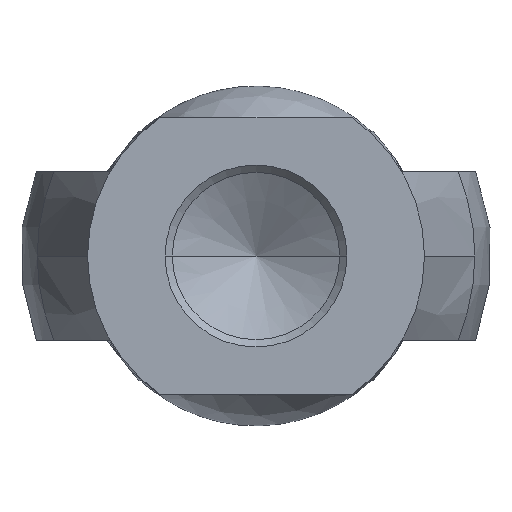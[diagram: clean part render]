
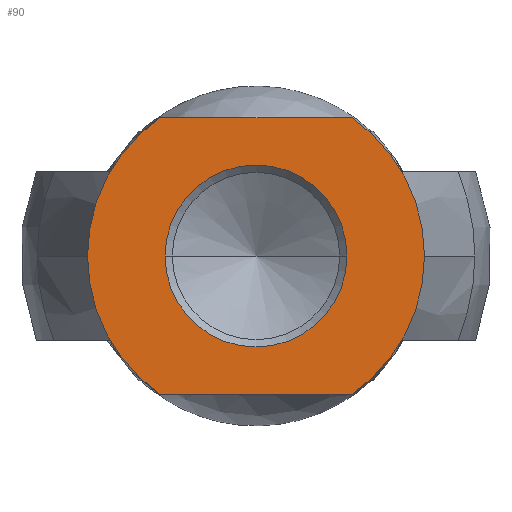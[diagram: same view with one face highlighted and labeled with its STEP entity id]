
A CAD part, front view. The second image highlights one B-rep face of the part: STEP entity #90.
In plain terms, the highlighted planar face has unit normal (0, -1, 0).
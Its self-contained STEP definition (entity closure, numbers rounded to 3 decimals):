
#90=ADVANCED_FACE('',(#158,#159),#160,.T.);
#158=FACE_BOUND('',#243,.T.);
#159=FACE_OUTER_BOUND('',#244,.T.);
#160=PLANE('',#245);
#243=EDGE_LOOP('',(#458,#459));
#244=EDGE_LOOP('',(#460,#461,#462,#463,#464,#465));
#245=AXIS2_PLACEMENT_3D('',#466,#467,#468);
#458=ORIENTED_EDGE('',*,*,#635,.T.);
#459=ORIENTED_EDGE('',*,*,#636,.T.);
#460=ORIENTED_EDGE('',*,*,#642,.T.);
#461=ORIENTED_EDGE('',*,*,#616,.F.);
#462=ORIENTED_EDGE('',*,*,#643,.F.);
#463=ORIENTED_EDGE('',*,*,#644,.T.);
#464=ORIENTED_EDGE('',*,*,#645,.F.);
#465=ORIENTED_EDGE('',*,*,#601,.F.);
#466=CARTESIAN_POINT('',(-12.5,0.,0.));
#467=DIRECTION('',(0.,-1.0,0.));
#468=DIRECTION('',(1.0,0.,0.));
#601=EDGE_CURVE('',#714,#710,#716,.T.);
#616=EDGE_CURVE('',#740,#743,#744,.T.);
#635=EDGE_CURVE('',#773,#775,#777,.T.);
#636=EDGE_CURVE('',#775,#773,#778,.T.);
#642=EDGE_CURVE('',#714,#743,#784,.T.);
#643=EDGE_CURVE('',#785,#740,#786,.T.);
#644=EDGE_CURVE('',#785,#787,#788,.T.);
#645=EDGE_CURVE('',#710,#787,#789,.T.);
#710=VERTEX_POINT('',#872);
#714=VERTEX_POINT('',#877);
#716=CIRCLE('',#880,25.0);
#740=VERTEX_POINT('',#916);
#743=VERTEX_POINT('',#920);
#744=CIRCLE('',#921,25.0);
#773=VERTEX_POINT('',#959);
#775=VERTEX_POINT('',#962);
#777=CIRCLE('',#965,13.5);
#778=CIRCLE('',#966,13.5);
#784=LINE('',#973,#974);
#785=VERTEX_POINT('',#975);
#786=CIRCLE('',#976,25.0);
#787=VERTEX_POINT('',#977);
#788=LINE('',#978,#979);
#789=CIRCLE('',#980,25.0);
#872=CARTESIAN_POINT('',(25.0,0.,0.));
#877=CARTESIAN_POINT('',(14.309,0.,20.5));
#880=AXIS2_PLACEMENT_3D('',#1097,#1098,#1099);
#916=CARTESIAN_POINT('',(-25.0,0.,0.));
#920=CARTESIAN_POINT('',(-14.309,0.,20.5));
#921=AXIS2_PLACEMENT_3D('',#1131,#1132,#1133);
#959=CARTESIAN_POINT('',(-13.5,0.,0.));
#962=CARTESIAN_POINT('',(13.5,0.,0.));
#965=AXIS2_PLACEMENT_3D('',#1166,#1167,#1168);
#966=AXIS2_PLACEMENT_3D('',#1169,#1170,#1171);
#973=CARTESIAN_POINT('',(-6.25,0.,20.5));
#974=VECTOR('',#1185,1.0);
#975=CARTESIAN_POINT('',(-14.309,0.,-20.5));
#976=AXIS2_PLACEMENT_3D('',#1186,#1187,#1188);
#977=CARTESIAN_POINT('',(14.309,0.,-20.5));
#978=CARTESIAN_POINT('',(-6.25,0.,-20.5));
#979=VECTOR('',#1189,1.0);
#980=AXIS2_PLACEMENT_3D('',#1190,#1191,#1192);
#1097=CARTESIAN_POINT('',(0.0,0.0,0.0));
#1098=DIRECTION('',(0.,1.0,0.));
#1099=DIRECTION('',(-1.0,0.,0.));
#1131=CARTESIAN_POINT('',(0.0,0.0,0.0));
#1132=DIRECTION('',(0.,1.0,0.));
#1133=DIRECTION('',(-1.0,0.,0.));
#1166=CARTESIAN_POINT('',(0.0,0.0,0.0));
#1167=DIRECTION('',(0.,1.0,0.));
#1168=DIRECTION('',(-1.0,0.,0.));
#1169=CARTESIAN_POINT('',(0.0,0.0,0.0));
#1170=DIRECTION('',(0.,1.0,0.));
#1171=DIRECTION('',(-1.0,0.,0.));
#1185=DIRECTION('',(-1.0,0.,0.));
#1186=CARTESIAN_POINT('',(0.0,0.0,0.0));
#1187=DIRECTION('',(0.,1.0,0.));
#1188=DIRECTION('',(-1.0,0.,0.));
#1189=DIRECTION('',(1.0,0.,0.));
#1190=CARTESIAN_POINT('',(0.0,0.0,0.0));
#1191=DIRECTION('',(0.,1.0,0.));
#1192=DIRECTION('',(-1.0,0.,0.));
